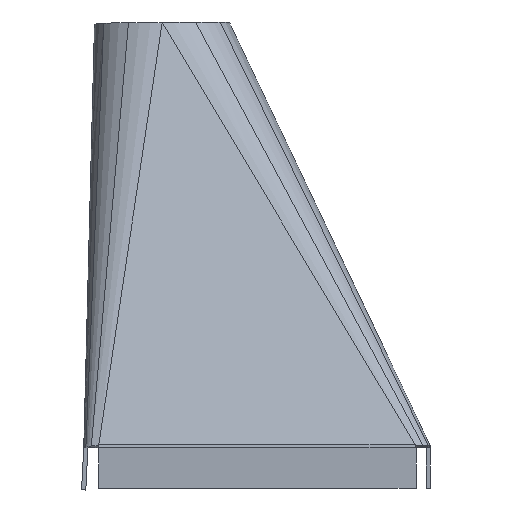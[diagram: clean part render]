
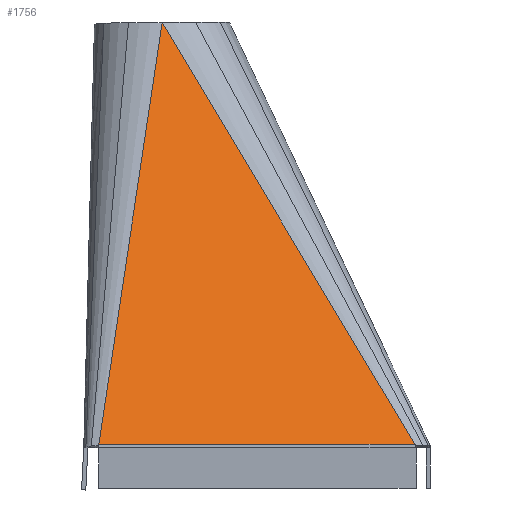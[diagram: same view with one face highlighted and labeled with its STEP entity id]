
A CAD part, left-side view. The second image highlights one B-rep face of the part: STEP entity #1756.
In plain terms, the highlighted planar face has unit normal (-0.912, 0, 0.41).
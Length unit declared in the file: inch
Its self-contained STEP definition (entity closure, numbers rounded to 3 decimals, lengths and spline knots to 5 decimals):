
#110=PLANE('',#1896);
#176=FACE_OUTER_BOUND('',#298,.T.);
#298=EDGE_LOOP('',(#1269,#1270,#1271));
#468=LINE('',#2465,#652);
#475=LINE('',#2481,#659);
#476=LINE('',#2482,#660);
#652=VECTOR('',#2046,0.3937);
#659=VECTOR('',#2061,0.3937);
#660=VECTOR('',#2062,0.3937);
#827=VERTEX_POINT('',#2446);
#828=VERTEX_POINT('',#2450);
#835=VERTEX_POINT('',#2480);
#978=EDGE_CURVE('',#828,#827,#468,.T.);
#985=EDGE_CURVE('',#835,#827,#475,.T.);
#986=EDGE_CURVE('',#828,#835,#476,.T.);
#1269=ORIENTED_EDGE('',*,*,#978,.T.);
#1270=ORIENTED_EDGE('',*,*,#985,.F.);
#1271=ORIENTED_EDGE('',*,*,#986,.F.);
#1756=ADVANCED_FACE('',(#176),#110,.F.);
#1896=AXIS2_PLACEMENT_3D('',#2479,#2059,#2060);
#2046=DIRECTION('',(0.,-1.,0.));
#2059=DIRECTION('center_axis',(0.912,0.,
-0.41));
#2060=DIRECTION('ref_axis',(0.41,0.,0.912));
#2061=DIRECTION('',(-0.36,-0.48,-0.8));
#2062=DIRECTION('',(0.407,-0.136,0.903));
#2446=CARTESIAN_POINT('',(-3.0368,-1.86328,0.04007));
#2450=CARTESIAN_POINT('',(-3.0368,1.87206,0.04007));
#2465=CARTESIAN_POINT('',(-3.0368,1.12324,0.04007));
#2479=CARTESIAN_POINT('Origin',(-2.2956,0.37442,1.68718));
#2480=CARTESIAN_POINT('',(-0.7956,1.12327,5.02052));
#2481=CARTESIAN_POINT('',(-0.7956,1.12327,5.02052));
#2482=CARTESIAN_POINT('',(-3.0456,1.875,0.02052));
